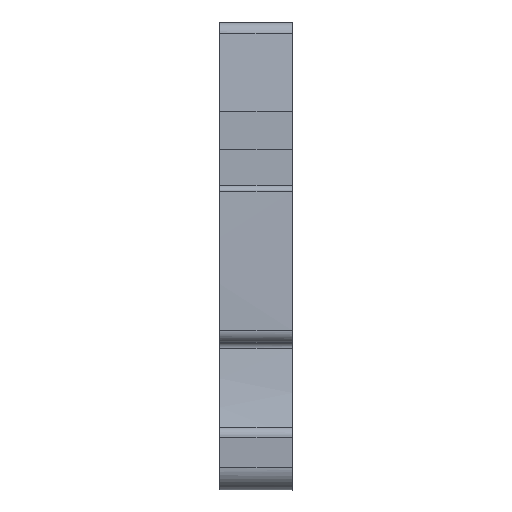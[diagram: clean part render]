
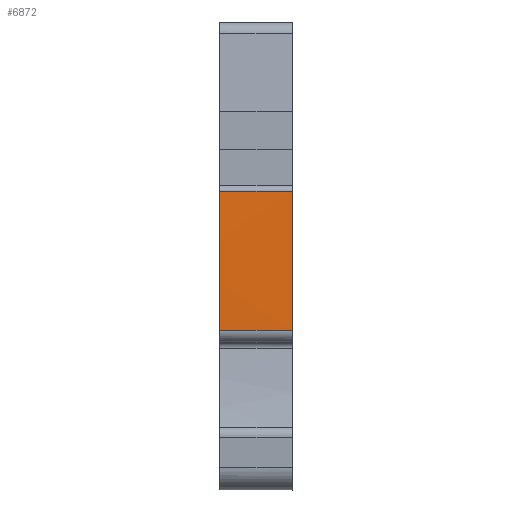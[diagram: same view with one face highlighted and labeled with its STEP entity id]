
A CAD part, front view. The second image highlights one B-rep face of the part: STEP entity #6872.
In plain terms, the highlighted cylindrical face has radius 198.503 mm (diameter 397.006 mm), a partial arc.
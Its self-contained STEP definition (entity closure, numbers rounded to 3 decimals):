
#5158=AXIS2_PLACEMENT_3D('Circle Axis2P3D',#5156,#5157,$) ;
#6859=AXIS2_PLACEMENT_3D('Cylinder Axis2P3D',#6856,#6857,#6858) ;
#1503=CARTESIAN_POINT('Vertex',(6.1,1.674,25.2)) ;
#1507=CARTESIAN_POINT('Control Point',(6.1,1.54,13.45)) ;
#1508=CARTESIAN_POINT('Control Point',(6.1,1.497,15.8)) ;
#1509=CARTESIAN_POINT('Control Point',(6.1,1.489,18.151)) ;
#1510=CARTESIAN_POINT('Control Point',(6.1,1.516,20.502)) ;
#1511=CARTESIAN_POINT('Control Point',(6.1,1.578,22.852)) ;
#1512=CARTESIAN_POINT('Control Point',(6.1,1.674,25.2)) ;
#1513=CARTESIAN_POINT('Vertex',(6.1,1.54,13.45)) ;
#5153=CARTESIAN_POINT('Vertex',(0.,1.54,13.45)) ;
#5156=CARTESIAN_POINT('Axis2P3D Location',(0.,200.01,17.05)) ;
#5160=CARTESIAN_POINT('Vertex',(0.,1.674,25.2)) ;
#6844=CARTESIAN_POINT('Line Origine',(3.05,1.674,25.2)) ;
#6856=CARTESIAN_POINT('Axis2P3D Location',(0.025,200.01,17.05)) ;
#6861=CARTESIAN_POINT('Line Origine',(0.025,1.54,13.45)) ;
#5157=DIRECTION('Axis2P3D Direction',(1.,0.,0.)) ;
#6845=DIRECTION('Vector Direction',(-1.,0.,0.)) ;
#6857=DIRECTION('Axis2P3D Direction',(-1.,0.,0.)) ;
#6858=DIRECTION('Axis2P3D XDirection',(0.,-1.,-0.018)) ;
#6862=DIRECTION('Vector Direction',(-1.,0.,0.)) ;
#6846=VECTOR('Line Direction',#6845,1.) ;
#6863=VECTOR('Line Direction',#6862,1.) ;
#6867=ORIENTED_EDGE('',*,*,#6865,.T.) ;
#6868=ORIENTED_EDGE('',*,*,#1515,.F.) ;
#6869=ORIENTED_EDGE('',*,*,#6848,.T.) ;
#6870=ORIENTED_EDGE('',*,*,#5162,.F.) ;
#6872=ADVANCED_FACE('MLD',(#6871),#6860,.T.) ;
#1506=B_SPLINE_CURVE_WITH_KNOTS('',5,(#1507,#1508,#1509,#1510,#1511,#1512),.UNSPECIFIED.,.F.,.U.,(6,6),(0.,16.619),.UNSPECIFIED.) ;
#5159=CIRCLE('generated circle',#5158,198.503) ;
#6860=CYLINDRICAL_SURFACE('generated cylinder',#6859,198.503) ;
#1515=EDGE_CURVE('',#1504,#1514,#1506,.F.) ;
#5162=EDGE_CURVE('',#5154,#5161,#5159,.F.) ;
#6848=EDGE_CURVE('',#1504,#5161,#6847,.T.) ;
#6865=EDGE_CURVE('',#5154,#1514,#6864,.F.) ;
#6866=EDGE_LOOP('',(#6867,#6868,#6869,#6870)) ;
#6871=FACE_OUTER_BOUND('',#6866,.T.) ;
#6847=LINE('Line',#6844,#6846) ;
#6864=LINE('Line',#6861,#6863) ;
#1504=VERTEX_POINT('',#1503) ;
#1514=VERTEX_POINT('',#1513) ;
#5154=VERTEX_POINT('',#5153) ;
#5161=VERTEX_POINT('',#5160) ;
